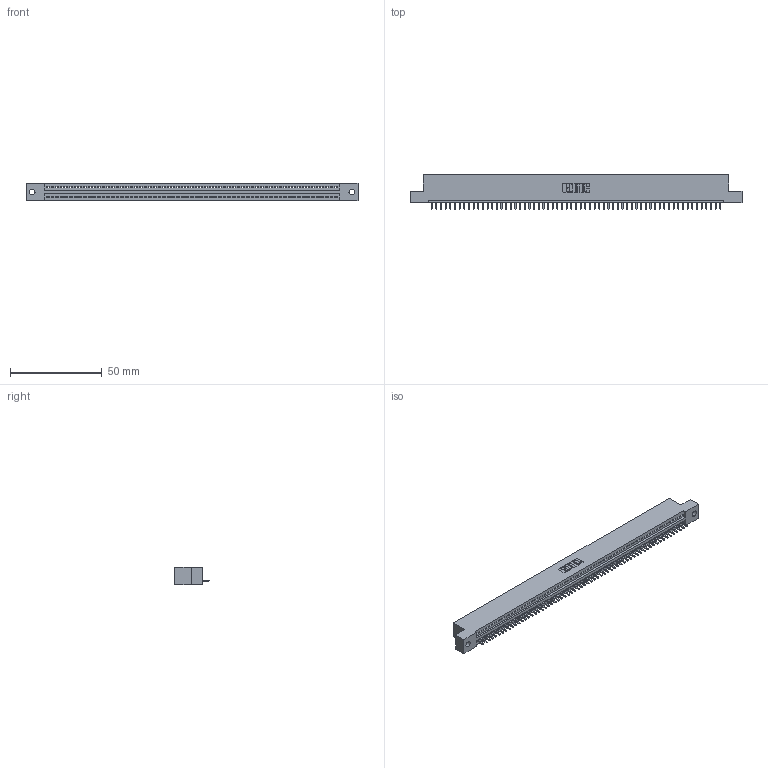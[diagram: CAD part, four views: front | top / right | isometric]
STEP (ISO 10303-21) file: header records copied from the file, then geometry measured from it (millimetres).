
FILE_DESCRIPTION (( 'STEP AP203' ), '1' );
FILE_NAME ('395-063-521-102.STEP', '2018-11-24T07:24:26', ( '' ), ( '' ), 'SwSTEP 2.0', 'SolidWorks 2016', '' );
FILE_SCHEMA (( 'CONFIG_CONTROL_DESIGN' ));
Length unit declared in the file: inch
Products named in the file (3): 395-063-521-102; 345 Part_Flush Mounting Lugs - 0.128 Dia; 345-292-001_345-293-121
Assembly tree (64 placements, depth 2):
  395-063-521-102
    345 Part_Flush Mounting Lugs - 0.128 Dia
    345-292-001_345-293-121  x63
Bounding box: 181.23 x 18.72 x 9.4 mm (x, y, z)
Volume: 17169.4 mm3; surface area: 22129.5 mm2
Topology: 64 solids, 64 shells, 3780 faces, 11429 edges, 7534 vertices
Faces by surface type: plane 2600, cylinder 1180
Entity records: 44609 total; most frequent: CARTESIAN_POINT 7733, ORIENTED_EDGE 7730, DIRECTION 6723, EDGE_CURVE 3865, VECTOR 3481, LINE 3481, VERTEX_POINT 2574, AXIS2_PLACEMENT_3D 1621
